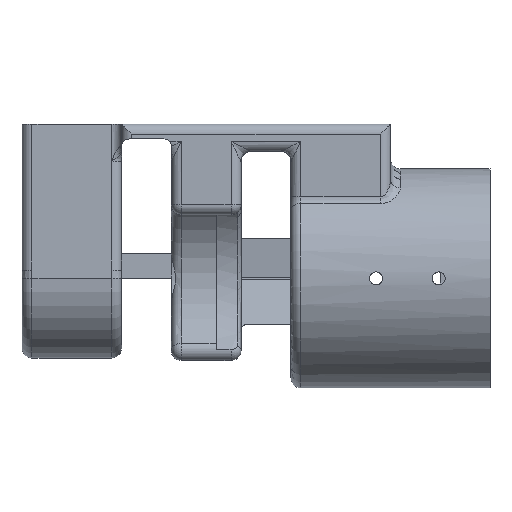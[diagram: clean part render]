
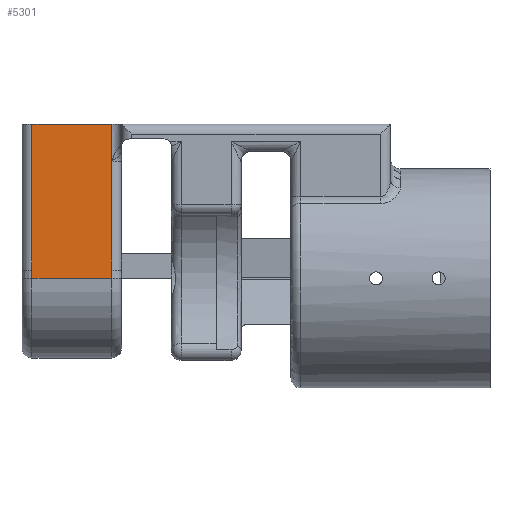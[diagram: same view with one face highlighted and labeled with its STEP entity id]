
A CAD part, left-side view. The second image highlights one B-rep face of the part: STEP entity #5301.
In plain terms, the highlighted planar face has unit normal (-1, 0, 0).
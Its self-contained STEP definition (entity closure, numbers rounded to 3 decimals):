
#206 = CARTESIAN_POINT ( 'NONE',  ( -16., 38., 1.209 ) ) ;
#225 = PLANE ( 'NONE',  #3428 ) ;
#344 = CARTESIAN_POINT ( 'NONE',  ( -16., 22., 1.676 ) ) ;
#413 = CARTESIAN_POINT ( 'NONE',  ( -16., 38.003, 0. ) ) ;
#416 = ORIENTED_EDGE ( 'NONE', *, *, #3539, .T. ) ;
#494 = CARTESIAN_POINT ( 'NONE',  ( -16., 38., 31. ) ) ;
#603 = DIRECTION ( 'NONE',  ( 1., 0., 0. ) ) ;
#656 = LINE ( 'NONE', #2258, #5216 ) ;
#660 = ORIENTED_EDGE ( 'NONE', *, *, #1870, .T. ) ;
#710 = CARTESIAN_POINT ( 'NONE',  ( -16., 40., 31. ) ) ;
#717 = VERTEX_POINT ( 'NONE', #1985 ) ;
#1099 = CARTESIAN_POINT ( 'NONE',  ( -16., 38., 0. ) ) ;
#1198 = CARTESIAN_POINT ( 'NONE',  ( -16., 22., 1.676 ) ) ;
#1260 = DIRECTION ( 'NONE',  ( 0., 1., 0. ) ) ;
#1502 = ORIENTED_EDGE ( 'NONE', *, *, #2585, .F. ) ;
#1512 = LINE ( 'NONE', #1099, #6416 ) ;
#1528 = DIRECTION ( 'NONE',  ( 0., 0., 1. ) ) ;
#1628 = VECTOR ( 'NONE', #6172, 1000. ) ;
#1787 = CARTESIAN_POINT ( 'NONE',  ( -16., 21.997, 0. ) ) ;
#1863 = EDGE_CURVE ( 'NONE', #2785, #717, #1512, .T. ) ;
#1870 = EDGE_CURVE ( 'NONE', #3099, #4696, #656, .T. ) ;
#1979 = CARTESIAN_POINT ( 'NONE',  ( -16., 21.997, 0. ) ) ;
#1985 = CARTESIAN_POINT ( 'NONE',  ( -16., 38., 1.676 ) ) ;
#2200 = ORIENTED_EDGE ( 'NONE', *, *, #6209, .T. ) ;
#2258 = CARTESIAN_POINT ( 'NONE',  ( -16., 22., 31. ) ) ;
#2287 = CARTESIAN_POINT ( 'NONE',  ( -16., 38.003, 0. ) ) ;
#2455 = EDGE_CURVE ( 'NONE', #3077, #3233, #6718, .T. ) ;
#2488 = CARTESIAN_POINT ( 'NONE',  ( -16., 22., 23.5 ) ) ;
#2585 = EDGE_CURVE ( 'NONE', #2785, #4696, #2809, .T. ) ;
#2785 = VERTEX_POINT ( 'NONE', #494 ) ;
#2809 = LINE ( 'NONE', #4857, #3793 ) ;
#2829 = CARTESIAN_POINT ( 'NONE',  ( -16., 38.002, 0.182 ) ) ;
#2905 = CARTESIAN_POINT ( 'NONE',  ( -16., 21.998, 0.182 ) ) ;
#2927 = CARTESIAN_POINT ( 'NONE',  ( -16., 21.997, 0.091 ) ) ;
#2989 = CARTESIAN_POINT ( 'NONE',  ( -16., 21.998, 0.741 ) ) ;
#3028 = DIRECTION ( 'NONE',  ( 0., 0., -1. ) ) ;
#3077 = VERTEX_POINT ( 'NONE', #413 ) ;
#3099 = VERTEX_POINT ( 'NONE', #2488 ) ;
#3158 = EDGE_LOOP ( 'NONE', ( #416, #660, #1502, #5740, #2200, #4880, #4582 ) ) ;
#3233 = VERTEX_POINT ( 'NONE', #1787 ) ;
#3245 = FACE_OUTER_BOUND ( 'NONE', #3158, .T. ) ;
#3347 = VERTEX_POINT ( 'NONE', #1198 ) ;
#3406 = CARTESIAN_POINT ( 'NONE',  ( -16., 22., 1.209 ) ) ;
#3428 = AXIS2_PLACEMENT_3D ( 'NONE', #710, #603, #1260 ) ;
#3539 = EDGE_CURVE ( 'NONE', #3347, #3099, #5737, .T. ) ;
#3746 = DIRECTION ( 'NONE',  ( 0., 0., 1. ) ) ;
#3773 = CARTESIAN_POINT ( 'NONE',  ( -16., 38.002, 0.741 ) ) ;
#3793 = VECTOR ( 'NONE', #4350, 1000. ) ;
#3970 = B_SPLINE_CURVE_WITH_KNOTS ( 'NONE', 3,
 ( #4878, #206, #3773, #6507, #2829, #4915, #2287 ),
 .UNSPECIFIED., .F., .F.,
 ( 4, 3, 4 ),
 ( 0., 0.001, 0.002 ),
 .UNSPECIFIED. ) ;
#4350 = DIRECTION ( 'NONE',  ( 0., -1., 0. ) ) ;
#4582 = ORIENTED_EDGE ( 'NONE', *, *, #4901, .T. ) ;
#4691 = B_SPLINE_CURVE_WITH_KNOTS ( 'NONE', 3,
 ( #1979, #2927, #2905, #6536, #2989, #3406, #344 ),
 .UNSPECIFIED., .F., .F.,
 ( 4, 3, 4 ),
 ( 0., 0., 0.002 ),
 .UNSPECIFIED. ) ;
#4696 = VERTEX_POINT ( 'NONE', #6240 ) ;
#4857 = CARTESIAN_POINT ( 'NONE',  ( -16., 40., 31. ) ) ;
#4878 = CARTESIAN_POINT ( 'NONE',  ( -16., 38., 1.676 ) ) ;
#4880 = ORIENTED_EDGE ( 'NONE', *, *, #2455, .T. ) ;
#4901 = EDGE_CURVE ( 'NONE', #3233, #3347, #4691, .T. ) ;
#4915 = CARTESIAN_POINT ( 'NONE',  ( -16., 38.003, 0.091 ) ) ;
#5216 = VECTOR ( 'NONE', #3746, 1000. ) ;
#5232 = CARTESIAN_POINT ( 'NONE',  ( -16., 22., 31. ) ) ;
#5258 = CARTESIAN_POINT ( 'NONE',  ( -16., 40., 0. ) ) ;
#5301 = ADVANCED_FACE ( 'NONE', ( #3245 ), #225, .F. ) ;
#5737 = LINE ( 'NONE', #5232, #6118 ) ;
#5740 = ORIENTED_EDGE ( 'NONE', *, *, #1863, .T. ) ;
#6118 = VECTOR ( 'NONE', #1528, 1000. ) ;
#6172 = DIRECTION ( 'NONE',  ( 0., -1., 0. ) ) ;
#6209 = EDGE_CURVE ( 'NONE', #717, #3077, #3970, .T. ) ;
#6240 = CARTESIAN_POINT ( 'NONE',  ( -16., 22., 31. ) ) ;
#6416 = VECTOR ( 'NONE', #3028, 1000. ) ;
#6507 = CARTESIAN_POINT ( 'NONE',  ( -16., 38.002, 0.273 ) ) ;
#6536 = CARTESIAN_POINT ( 'NONE',  ( -16., 21.998, 0.273 ) ) ;
#6718 = LINE ( 'NONE', #5258, #1628 ) ;
